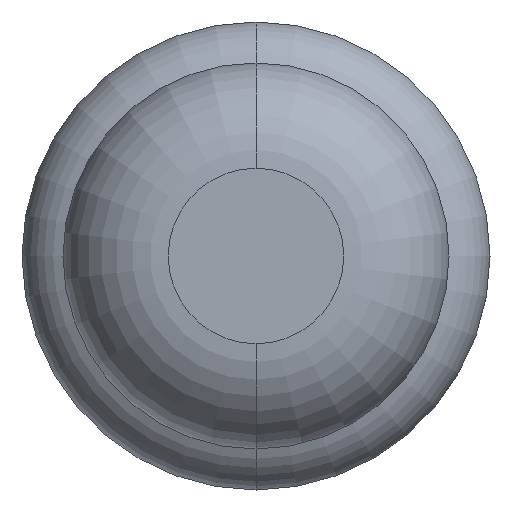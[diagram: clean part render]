
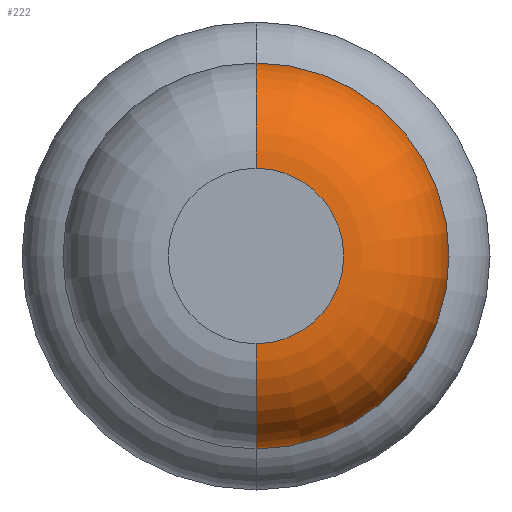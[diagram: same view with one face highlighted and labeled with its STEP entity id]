
A CAD part, front view. The second image highlights one B-rep face of the part: STEP entity #222.
In plain terms, the highlighted toroidal (fillet/blend) face has major radius 0.375 mm and minor radius 0.45 mm.
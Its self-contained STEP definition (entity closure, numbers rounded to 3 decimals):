
#222 = ADVANCED_FACE ( 'Defeature ausgef�hrt1_2', ( #728 ), #765, .T. ) ;
#273 = CARTESIAN_POINT ( 'NONE',  ( 0., -28.55, 0. ) ) ;
#338 = AXIS2_PLACEMENT_3D ( 'NONE', #1739, #617, #2181 ) ;
#371 = CARTESIAN_POINT ( 'NONE',  ( 0., -29., 0.375 ) ) ;
#437 = AXIS2_PLACEMENT_3D ( 'NONE', #897, #2465, #1328 ) ;
#439 = CIRCLE ( 'NONE', #338, 0.45 ) ;
#617 = DIRECTION ( 'NONE',  ( 1., 0., 0. ) ) ;
#639 = VERTEX_POINT ( 'NONE', #1097 ) ;
#716 = DIRECTION ( 'NONE',  ( 0., 1., 0. ) ) ;
#728 = FACE_OUTER_BOUND ( 'NONE', #1764, .T. ) ;
#765 = TOROIDAL_SURFACE ( 'NONE', #1016, 0.375, 0.45 ) ;
#897 = CARTESIAN_POINT ( 'NONE',  ( 0., -28.55, 0. ) ) ;
#1016 = AXIS2_PLACEMENT_3D ( 'NONE', #273, #716, #2080 ) ;
#1038 = DIRECTION ( 'NONE',  ( 0., 1., 0. ) ) ;
#1075 = CIRCLE ( 'NONE', #1304, 0.375 ) ;
#1097 = CARTESIAN_POINT ( 'NONE',  ( 0., -28.55, -0.825 ) ) ;
#1195 = ORIENTED_EDGE ( 'NONE', *, *, #2522, .F. ) ;
#1304 = AXIS2_PLACEMENT_3D ( 'NONE', #2157, #1038, #2390 ) ;
#1328 = DIRECTION ( 'NONE',  ( 0., 0., 1. ) ) ;
#1359 = EDGE_CURVE ( 'Defeature ausgef�hrt1_2+Defeature ausgef�hrt1_1+Defeature ausgef�hrt1_1+Defeature ausgef�hrt1_1', #2826, #2182, #1075, .T. ) ;
#1524 = AXIS2_PLACEMENT_3D ( 'NONE', #2020, #1801, #2399 ) ;
#1663 = ORIENTED_EDGE ( 'NONE', *, *, #1911, .T. ) ;
#1739 = CARTESIAN_POINT ( 'NONE',  ( 0., -28.55, -0.375 ) ) ;
#1764 = EDGE_LOOP ( 'NONE', ( #2382, #1663, #1195, #1872 ) ) ;
#1786 = CARTESIAN_POINT ( 'NONE',  ( 0., -28.55, 0.825 ) ) ;
#1801 = DIRECTION ( 'NONE',  ( -1., 0., 0. ) ) ;
#1872 = ORIENTED_EDGE ( 'NONE', *, *, #1930, .F. ) ;
#1909 = VERTEX_POINT ( 'NONE', #1786 ) ;
#1911 = EDGE_CURVE ( 'NONE', #2182, #639, #439, .T. ) ;
#1929 = CIRCLE ( 'NONE', #1524, 0.45 ) ;
#1930 = EDGE_CURVE ( 'NONE', #2826, #1909, #1929, .T. ) ;
#2020 = CARTESIAN_POINT ( 'NONE',  ( 0., -28.55, 0.375 ) ) ;
#2080 = DIRECTION ( 'NONE',  ( 0., 0., 1. ) ) ;
#2157 = CARTESIAN_POINT ( 'NONE',  ( 0., -29., 0. ) ) ;
#2181 = DIRECTION ( 'NONE',  ( 0., 0., -1. ) ) ;
#2182 = VERTEX_POINT ( 'NONE', #2323 ) ;
#2323 = CARTESIAN_POINT ( 'NONE',  ( 0., -29., -0.375 ) ) ;
#2382 = ORIENTED_EDGE ( 'NONE', *, *, #1359, .T. ) ;
#2390 = DIRECTION ( 'NONE',  ( 0., 0., 1. ) ) ;
#2399 = DIRECTION ( 'NONE',  ( 0., 0., 1. ) ) ;
#2463 = CIRCLE ( 'NONE', #437, 0.825 ) ;
#2465 = DIRECTION ( 'NONE',  ( 0., 1., 0. ) ) ;
#2522 = EDGE_CURVE ( 'Defeature ausgef�hrt1_3+Defeature ausgef�hrt1_2+Defeature ausgef�hrt1_2+Defeature ausgef�hrt1_2', #1909, #639, #2463, .T. ) ;
#2826 = VERTEX_POINT ( 'NONE', #371 ) ;
